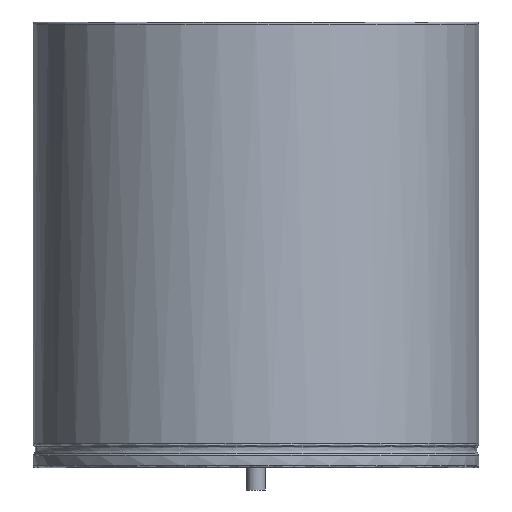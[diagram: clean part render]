
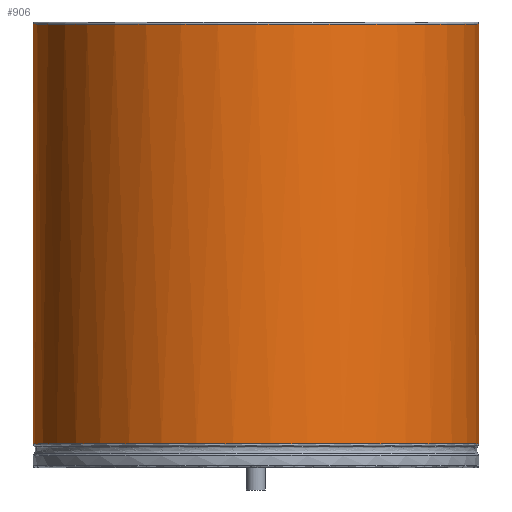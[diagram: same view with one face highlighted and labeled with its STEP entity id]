
A CAD part, left-side view. The second image highlights one B-rep face of the part: STEP entity #906.
In plain terms, the highlighted cylindrical face has radius 20 mm (diameter 40 mm), a partial arc.
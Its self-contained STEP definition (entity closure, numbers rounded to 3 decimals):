
#13=DIRECTION('',(0.,0.,1.));
#107=DIRECTION('',(0.,-0.,-1.));
#108=DIRECTION('',(0.924,-0.383,0.));
#230=VECTOR('',#13,1.);
#727=VERTEX_POINT('',#728);
#728=CARTESIAN_POINT('',(23.478,-7.654,2.135));
#738=ORIENTED_EDGE('',*,*,#739,.T.);
#739=EDGE_CURVE('',#727,#740,#742,.T.);
#740=VERTEX_POINT('',#741);
#741=CARTESIAN_POINT('',(23.478,7.654,2.135));
#742=B_SPLINE_CURVE_WITH_KNOTS('',13,(#743,#744,#745,#746,#747,#748,#749,#750,#751,#752,#753,#754,#755,#756,#757,#758,#759,#760,#761,#762,#763,#764,#765,#766,#767,#768,#769,#770,#771,#772,#773,#774,#775,#776,#777,#778,#779,#780),.UNSPECIFIED.,.F.,.F.,(14,12,12,14),(-4.685,0.,109.956,114.641),.UNSPECIFIED.);
#743=CARTESIAN_POINT('',(25.27,-3.325,2.135));
#744=CARTESIAN_POINT('',(25.132,-3.661,2.135));
#745=CARTESIAN_POINT('',(24.993,-3.995,2.135));
#746=CARTESIAN_POINT('',(24.854,-4.33,2.135));
#747=CARTESIAN_POINT('',(24.716,-4.664,2.135));
#748=CARTESIAN_POINT('',(24.578,-4.998,2.135));
#749=CARTESIAN_POINT('',(24.44,-5.331,2.135));
#750=CARTESIAN_POINT('',(24.302,-5.664,2.135));
#751=CARTESIAN_POINT('',(24.164,-5.997,2.135));
#752=CARTESIAN_POINT('',(24.026,-6.329,2.135));
#753=CARTESIAN_POINT('',(23.889,-6.661,2.135));
#754=CARTESIAN_POINT('',(23.752,-6.992,2.135));
#755=CARTESIAN_POINT('',(23.615,-7.323,2.135));
#756=CARTESIAN_POINT('',(20.263,-15.414,2.135));
#757=CARTESIAN_POINT('',(13.472,-21.823,2.135));
#758=CARTESIAN_POINT('',(3.725,-24.924,2.135));
#759=CARTESIAN_POINT('',(-7.105,-23.192,2.135));
#760=CARTESIAN_POINT('',(-16.245,-16.553,2.135));
#761=CARTESIAN_POINT('',(-22.06,-6.302,2.135));
#762=CARTESIAN_POINT('',(-22.06,6.302,2.135));
#763=CARTESIAN_POINT('',(-16.245,16.553,2.135));
#764=CARTESIAN_POINT('',(-7.105,23.192,2.135));
#765=CARTESIAN_POINT('',(3.725,24.924,2.135));
#766=CARTESIAN_POINT('',(13.472,21.823,2.135));
#767=CARTESIAN_POINT('',(20.263,15.414,2.135));
#768=CARTESIAN_POINT('',(23.615,7.323,2.135));
#769=CARTESIAN_POINT('',(23.752,6.992,2.135));
#770=CARTESIAN_POINT('',(23.889,6.661,2.135));
#771=CARTESIAN_POINT('',(24.026,6.329,2.135));
#772=CARTESIAN_POINT('',(24.164,5.997,2.135));
#773=CARTESIAN_POINT('',(24.302,5.664,2.135));
#774=CARTESIAN_POINT('',(24.44,5.331,2.135));
#775=CARTESIAN_POINT('',(24.578,4.998,2.135));
#776=CARTESIAN_POINT('',(24.716,4.664,2.135));
#777=CARTESIAN_POINT('',(24.854,4.33,2.135));
#778=CARTESIAN_POINT('',(24.993,3.995,2.135));
#779=CARTESIAN_POINT('',(25.132,3.661,2.135));
#780=CARTESIAN_POINT('',(25.27,3.325,2.135));
#906=ADVANCED_FACE('',(#907),#926,.T.);
#907=FACE_BOUND('',#908,.F.);
#908=EDGE_LOOP('',(#909,#738,#915,#921));
#909=ORIENTED_EDGE('',*,*,#910,.F.);
#910=EDGE_CURVE('',#727,#911,#913,.T.);
#911=VERTEX_POINT('',#912);
#912=CARTESIAN_POINT('',(23.478,-7.654,39.8));
#913=LINE('',#914,#230);
#914=CARTESIAN_POINT('',(23.478,-7.654,2.));
#915=ORIENTED_EDGE('',*,*,#916,.T.);
#916=EDGE_CURVE('',#740,#917,#919,.T.);
#917=VERTEX_POINT('',#918);
#918=CARTESIAN_POINT('',(23.478,7.654,39.8));
#919=LINE('',#920,#230);
#920=CARTESIAN_POINT('',(23.478,7.654,2.));
#921=ORIENTED_EDGE('',*,*,#922,.F.);
#922=EDGE_CURVE('',#911,#917,#923,.T.);
#923=CIRCLE('',#924,20.);
#924=AXIS2_PLACEMENT_3D('',#925,#107,#108);
#925=CARTESIAN_POINT('',(5.,0.,39.8));
#926=CYLINDRICAL_SURFACE('',#927,20.);
#927=AXIS2_PLACEMENT_3D('',#928,#13,#108);
#928=CARTESIAN_POINT('',(5.,0.,2.));
